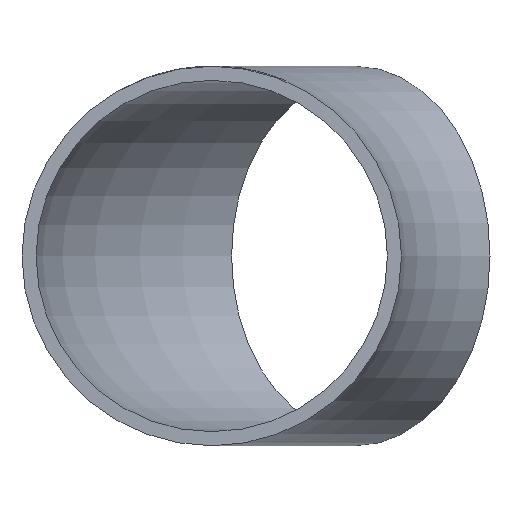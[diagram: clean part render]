
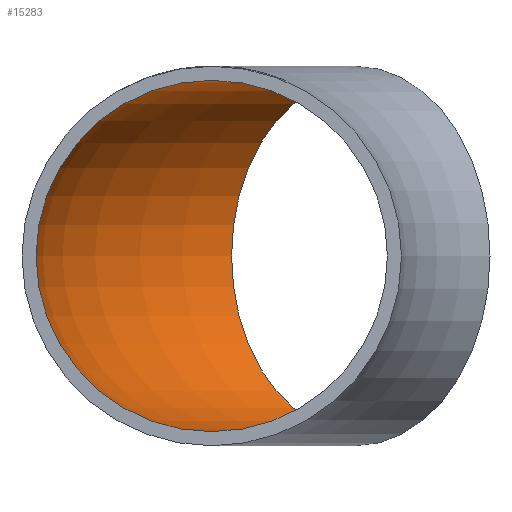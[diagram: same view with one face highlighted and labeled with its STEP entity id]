
A CAD part, front view. The second image highlights one B-rep face of the part: STEP entity #15283.
In plain terms, the highlighted toroidal (fillet/blend) face has major radius 70 mm and minor radius 25 mm.
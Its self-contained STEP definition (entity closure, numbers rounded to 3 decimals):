
#536 = CARTESIAN_POINT ( 'NONE',  ( -67.175, 67.175, 0. ) ) ;
#688 = EDGE_CURVE ( 'NONE', #15599, #15599, #10375, .T. ) ;
#951 = DIRECTION ( 'NONE',  ( 0., 1., 0. ) ) ;
#1725 = TOROIDAL_SURFACE ( 'NONE', #6179, 70., 25. ) ;
#2605 = DIRECTION ( 'NONE',  ( -1., 0., 0. ) ) ;
#2970 = EDGE_LOOP ( 'NONE', ( #15512 ) ) ;
#4313 = EDGE_CURVE ( 'NONE', #9181, #9181, #13120, .T. ) ;
#5316 = EDGE_LOOP ( 'NONE', ( #14387 ) ) ;
#5925 = DIRECTION ( 'NONE',  ( 0.707, 0.707, 0. ) ) ;
#6179 = AXIS2_PLACEMENT_3D ( 'NONE', #7489, #8967, #2605 ) ;
#7049 = CARTESIAN_POINT ( 'NONE',  ( -70., 0., 0. ) ) ;
#7489 = CARTESIAN_POINT ( 'NONE',  ( 0., 0., 0. ) ) ;
#8595 = DIRECTION ( 'NONE',  ( 0., 0., 1. ) ) ;
#8876 = AXIS2_PLACEMENT_3D ( 'NONE', #10874, #5925, #12042 ) ;
#8967 = DIRECTION ( 'NONE',  ( 0., 0., -1. ) ) ;
#9181 = VERTEX_POINT ( 'NONE', #536 ) ;
#10374 = FACE_OUTER_BOUND ( 'NONE', #2970, .T. ) ;
#10375 = CIRCLE ( 'NONE', #11437, 25. ) ;
#10660 = CARTESIAN_POINT ( 'NONE',  ( -70., 0., 25. ) ) ;
#10874 = CARTESIAN_POINT ( 'NONE',  ( -49.497, 49.497, 0. ) ) ;
#11437 = AXIS2_PLACEMENT_3D ( 'NONE', #7049, #951, #8595 ) ;
#12042 = DIRECTION ( 'NONE',  ( -0.707, 0.707, 0. ) ) ;
#13120 = CIRCLE ( 'NONE', #8876, 25. ) ;
#14082 = FACE_OUTER_BOUND ( 'NONE', #5316, .T. ) ;
#14387 = ORIENTED_EDGE ( 'NONE', *, *, #4313, .T. ) ;
#15283 = ADVANCED_FACE ( 'NONE', ( #14082, #10374 ), #1725, .F. ) ;
#15512 = ORIENTED_EDGE ( 'NONE', *, *, #688, .F. ) ;
#15599 = VERTEX_POINT ( 'NONE', #10660 ) ;
